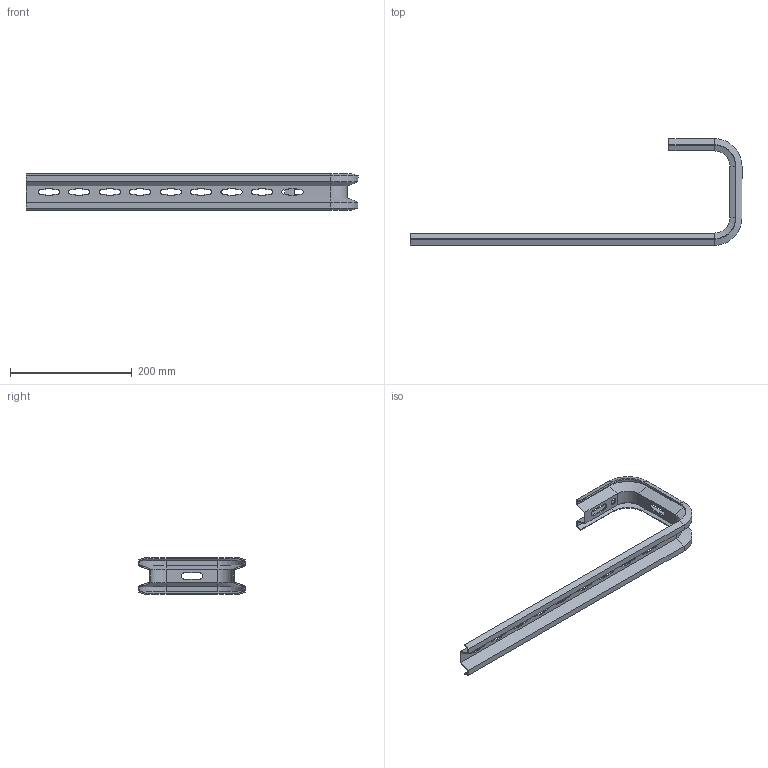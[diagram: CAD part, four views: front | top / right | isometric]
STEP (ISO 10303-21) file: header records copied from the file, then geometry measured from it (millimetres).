
FILE_DESCRIPTION (( 'STEP AP214' ), '1' );
FILE_NAME ('6363829.stp', '2020-07-09T09:28:30', ( '' ), ( '' ), 'SwSTEP 2.0', 'SolidWorks 2018', '' );
FILE_SCHEMA (( 'AUTOMOTIVE_DESIGN' ));
Length unit declared in the file: millimetre
Products named in the file (1): 6363829
Bounding box: 545 x 175 x 60 mm (x, y, z)
Volume: 142039.7 mm3; surface area: 147457.8 mm2
Topology: 1 solids, 1 shells, 226 faces, 608 edges, 384 vertices
Faces by surface type: plane 168, cylinder 38, cone 20
Entity records: 7006 total; most frequent: CARTESIAN_POINT 1219, ORIENTED_EDGE 1216, DIRECTION 1146, EDGE_CURVE 608, LINE 524, VECTOR 524, VERTEX_POINT 384, AXIS2_PLACEMENT_3D 311
